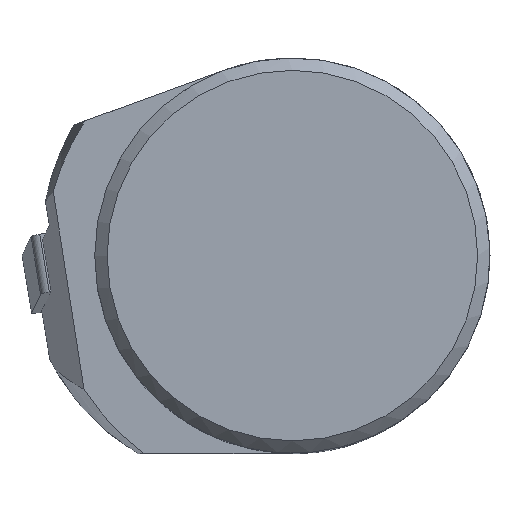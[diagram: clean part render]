
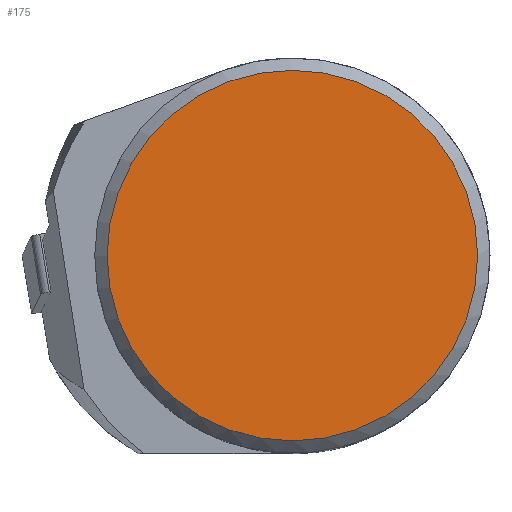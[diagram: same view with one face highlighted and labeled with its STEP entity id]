
A CAD part, top view. The second image highlights one B-rep face of the part: STEP entity #175.
In plain terms, the highlighted planar face has unit normal (0, 0, 1).
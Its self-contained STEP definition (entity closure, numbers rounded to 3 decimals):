
#175=ADVANCED_FACE('',(#238),#208,.F.);
#208=PLANE('',#876);
#238=FACE_OUTER_BOUND('',#275,.T.);
#275=EDGE_LOOP('',(#446));
#325=CIRCLE('',#875,15.);
#446=ORIENTED_EDGE('',*,*,#683,.T.);
#592=VERTEX_POINT('',#1292);
#683=EDGE_CURVE('',#592,#592,#325,.T.);
#875=AXIS2_PLACEMENT_3D('',#1291,#1030,#1031);
#876=AXIS2_PLACEMENT_3D('',#1293,#1032,#1033);
#1030=DIRECTION('',(0.,0.,1.));
#1031=DIRECTION('',(-1.,0.,0.));
#1032=DIRECTION('',(0.,0.,-1.));
#1033=DIRECTION('',(-1.,0.,0.));
#1291=CARTESIAN_POINT('',(0.,0.,0.325));
#1292=CARTESIAN_POINT('',(-15.,0.,0.325));
#1293=CARTESIAN_POINT('',(-16.,0.,0.325));
